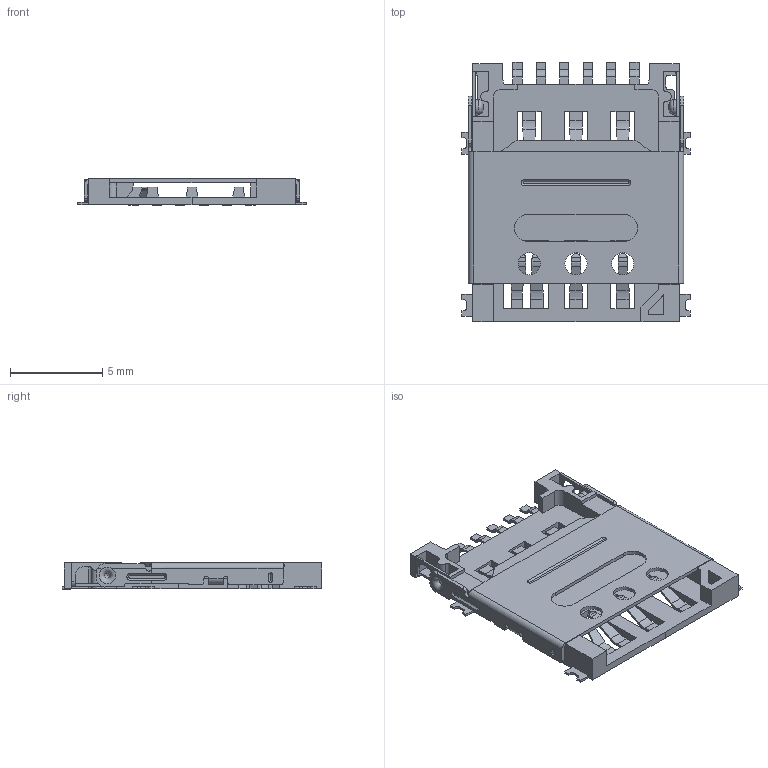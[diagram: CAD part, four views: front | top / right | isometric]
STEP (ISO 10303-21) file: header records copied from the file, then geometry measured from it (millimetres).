
FILE_DESCRIPTION(('FreeCAD Model'),'2;1');
FILE_NAME('Open CASCADE Shape Model','2024-01-30T05:34:49',( 'kicad StepUp'),('ksu MCAD'),'Open CASCADE STEP processor 7.7', 'FreeCAD','Unknown');
FILE_SCHEMA(('AUTOMOTIVE_DESIGN { 1 0 10303 214 1 1 1 1 }'));
Length unit declared in the file: millimetre
Products named in the file (1): nanoSIM_Hinged_CUI_NSIM-2-C
Bounding box: 12.4 x 14.1 x 1.43 mm (x, y, z)
Volume: 88.7 mm3; surface area: 615.3 mm2
Topology: 21 solids, 21 shells, 669 faces, 1709 edges, 1080 vertices
Faces by surface type: plane 473, cylinder 176, cone 14, torus 2, revolution 2, sphere 2
Full cylindrical faces by diameter (mm): 0.3 x2, 0.8 x2, 1.2 x3
Entity records: 25108 total; most frequent: CARTESIAN_POINT 3795, DIRECTION 3424, ORIENTED_EDGE 3414, EDGE_CURVE 1707, LINE 1220, VECTOR 1220, AXIS2_PLACEMENT_3D 1101, VERTEX_POINT 1080
